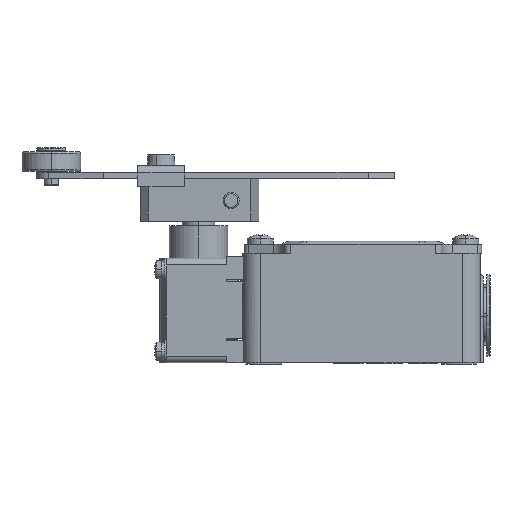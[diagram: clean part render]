
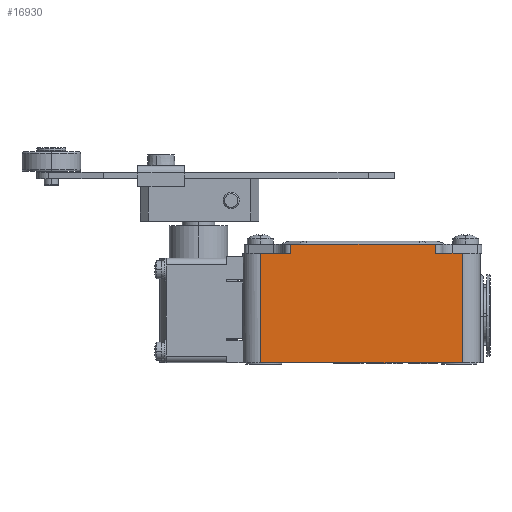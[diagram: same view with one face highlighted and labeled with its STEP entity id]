
A CAD part, left-side view. The second image highlights one B-rep face of the part: STEP entity #16930.
In plain terms, the highlighted planar face has unit normal (-1, 0, 0).
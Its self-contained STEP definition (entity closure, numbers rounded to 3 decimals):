
#719=DIRECTION('',(0.,-1.,0.));
#720=VECTOR('',#719,62.);
#721=CARTESIAN_POINT('',(-20.,31.5,0.));
#722=LINE('',#721,#720);
#2110=DIRECTION('',(0.,0.,-1.));
#2111=VECTOR('',#2110,33.5);
#2112=CARTESIAN_POINT('',(-20.,31.5,33.5));
#2113=LINE('',#2112,#2111);
#2640=DIRECTION('',(0.,0.,1.));
#2641=VECTOR('',#2640,2.8);
#2642=CARTESIAN_POINT('',(-20.,22.25,33.5));
#2643=LINE('',#2642,#2641);
#2644=DIRECTION('',(0.,0.,-1.));
#2645=VECTOR('',#2644,2.8);
#2646=CARTESIAN_POINT('',(-20.,-22.25,36.3));
#2647=LINE('',#2646,#2645);
#2648=DIRECTION('',(0.,-1.,0.));
#2649=VECTOR('',#2648,8.25);
#2650=CARTESIAN_POINT('',(-20.,-22.25,33.5));
#2651=LINE('',#2650,#2649);
#2652=DIRECTION('',(0.,-1.,0.));
#2653=VECTOR('',#2652,9.25);
#2654=CARTESIAN_POINT('',(-20.,31.5,33.5));
#2655=LINE('',#2654,#2653);
#2800=DIRECTION('',(0.,1.,0.));
#2801=VECTOR('',#2800,44.5);
#2802=CARTESIAN_POINT('',(-20.,-22.25,36.3));
#2803=LINE('',#2802,#2801);
#5947=DIRECTION('',(0.,0.,1.));
#5948=VECTOR('',#5947,33.5);
#5949=CARTESIAN_POINT('',(-20.,-30.5,0.));
#5950=LINE('',#5949,#5948);
#10972=CARTESIAN_POINT('',(-20.,-30.5,33.5));
#10974=VERTEX_POINT('',#10972);
#10975=CARTESIAN_POINT('',(-20.,31.5,33.5));
#10977=VERTEX_POINT('',#10975);
#11397=CARTESIAN_POINT('',(-20.,31.5,0.));
#11398=VERTEX_POINT('',#11397);
#11399=CARTESIAN_POINT('',(-20.,-30.5,0.));
#11400=VERTEX_POINT('',#11399);
#13337=CARTESIAN_POINT('',(-20.,22.25,33.5));
#13338=VERTEX_POINT('',#13337);
#13339=CARTESIAN_POINT('',(-20.,-22.25,33.5));
#13341=VERTEX_POINT('',#13339);
#13403=CARTESIAN_POINT('',(-20.,22.25,36.3));
#13405=VERTEX_POINT('',#13403);
#13449=CARTESIAN_POINT('',(-20.,-22.25,36.3));
#13450=VERTEX_POINT('',#13449);
#16910=CARTESIAN_POINT('',(-20.,-36.,33.5));
#16911=DIRECTION('',(-1.,0.,0.));
#16912=DIRECTION('',(0.,1.,0.));
#16913=AXIS2_PLACEMENT_3D('',#16910,#16911,#16912);
#16914=PLANE('',#16913);
#16916=ORIENTED_EDGE('',*,*,#16915,.T.);
#16918=ORIENTED_EDGE('',*,*,#16917,.F.);
#16919=ORIENTED_EDGE('',*,*,#16900,.T.);
#16921=ORIENTED_EDGE('',*,*,#16920,.T.);
#16923=ORIENTED_EDGE('',*,*,#16922,.F.);
#16924=ORIENTED_EDGE('',*,*,#15034,.F.);
#16925=ORIENTED_EDGE('',*,*,#16108,.F.);
#16927=ORIENTED_EDGE('',*,*,#16926,.T.);
#16928=EDGE_LOOP('',(#16916,#16918,#16919,#16921,#16923,#16924,#16925,#16927));
#16929=FACE_OUTER_BOUND('',#16928,.F.);
#16930=ADVANCED_FACE('',(#16929),#16914,.T.);
#15034=EDGE_CURVE('',#11398,#11400,#722,.T.);
#16108=EDGE_CURVE('',#10977,#11398,#2113,.T.);
#16900=EDGE_CURVE('',#13450,#13341,#2647,.T.);
#16915=EDGE_CURVE('',#13338,#13405,#2643,.T.);
#16917=EDGE_CURVE('',#13450,#13405,#2803,.T.);
#16920=EDGE_CURVE('',#13341,#10974,#2651,.T.);
#16922=EDGE_CURVE('',#11400,#10974,#5950,.T.);
#16926=EDGE_CURVE('',#10977,#13338,#2655,.T.);
